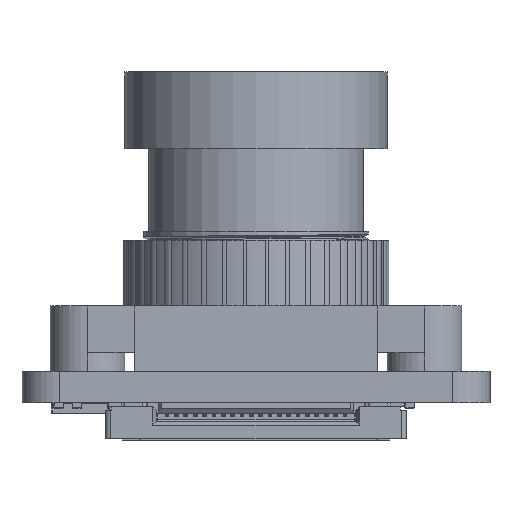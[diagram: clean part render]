
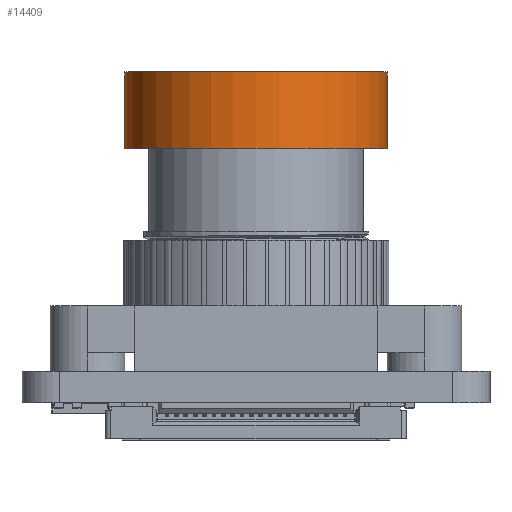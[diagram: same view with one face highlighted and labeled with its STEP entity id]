
A CAD part, front view. The second image highlights one B-rep face of the part: STEP entity #14409.
In plain terms, the highlighted cylindrical face has radius 7 mm (diameter 14 mm), a partial arc.
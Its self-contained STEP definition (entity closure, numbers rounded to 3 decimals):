
#3314 = DIRECTION ( 'NONE',  ( 1., 0., 0. ) ) ;
#5490 = EDGE_CURVE ( 'NONE', #31118, #63749, #49003, .T. ) ;
#13726 = DIRECTION ( 'NONE',  ( 0., 0., 1. ) ) ;
#14409 = ADVANCED_FACE ( 'NONE', ( #53314 ), #18703, .T. ) ;
#14633 = DIRECTION ( 'NONE',  ( 0., 0., 1. ) ) ;
#17090 = CIRCLE ( 'NONE', #68457, 7. ) ;
#18703 = CYLINDRICAL_SURFACE ( 'NONE', #51834, 7. ) ;
#19952 = CARTESIAN_POINT ( 'NONE',  ( 7., 0., 8.9 ) ) ;
#19984 = CARTESIAN_POINT ( 'NONE',  ( 7., 0., 13. ) ) ;
#21036 = LINE ( 'NONE', #77595, #86410 ) ;
#26322 = VECTOR ( 'NONE', #41680, 1000. ) ;
#27936 = DIRECTION ( 'NONE',  ( 1., 0., 0. ) ) ;
#28531 = AXIS2_PLACEMENT_3D ( 'NONE', #73114, #66213, #3314 ) ;
#31118 = VERTEX_POINT ( 'NONE', #34628 ) ;
#34628 = CARTESIAN_POINT ( 'NONE',  ( 7., 0., 8.9 ) ) ;
#35303 = CARTESIAN_POINT ( 'NONE',  ( 0., 0., 8.9 ) ) ;
#41025 = VERTEX_POINT ( 'NONE', #73437 ) ;
#41680 = DIRECTION ( 'NONE',  ( 0., 0., 1. ) ) ;
#44569 = VERTEX_POINT ( 'NONE', #60211 ) ;
#44722 = EDGE_CURVE ( 'NONE', #41025, #44569, #21036, .T. ) ;
#49003 = LINE ( 'NONE', #19952, #26322 ) ;
#51834 = AXIS2_PLACEMENT_3D ( 'NONE', #75255, #81722, #68327 ) ;
#53314 = FACE_OUTER_BOUND ( 'NONE', #56126, .T. ) ;
#53417 = EDGE_CURVE ( 'NONE', #44569, #63749, #88788, .T. ) ;
#54435 = ORIENTED_EDGE ( 'NONE', *, *, #68194, .T. ) ;
#56126 = EDGE_LOOP ( 'NONE', ( #76337, #54435, #86811, #88271 ) ) ;
#60211 = CARTESIAN_POINT ( 'NONE',  ( -7., 0., 13. ) ) ;
#63749 = VERTEX_POINT ( 'NONE', #19984 ) ;
#66213 = DIRECTION ( 'NONE',  ( 0., 0., 1. ) ) ;
#68194 = EDGE_CURVE ( 'NONE', #41025, #31118, #17090, .T. ) ;
#68327 = DIRECTION ( 'NONE',  ( 1., 0., 0. ) ) ;
#68457 = AXIS2_PLACEMENT_3D ( 'NONE', #35303, #14633, #27936 ) ;
#73114 = CARTESIAN_POINT ( 'NONE',  ( 0., 0., 13. ) ) ;
#73437 = CARTESIAN_POINT ( 'NONE',  ( -7., 0., 8.9 ) ) ;
#75255 = CARTESIAN_POINT ( 'NONE',  ( 0., 0., 8.9 ) ) ;
#76337 = ORIENTED_EDGE ( 'NONE', *, *, #44722, .F. ) ;
#77595 = CARTESIAN_POINT ( 'NONE',  ( -7., 0., 8.9 ) ) ;
#81722 = DIRECTION ( 'NONE',  ( 0., 0., 1. ) ) ;
#86410 = VECTOR ( 'NONE', #13726, 1000. ) ;
#86811 = ORIENTED_EDGE ( 'NONE', *, *, #5490, .T. ) ;
#88271 = ORIENTED_EDGE ( 'NONE', *, *, #53417, .F. ) ;
#88788 = CIRCLE ( 'NONE', #28531, 7. ) ;
